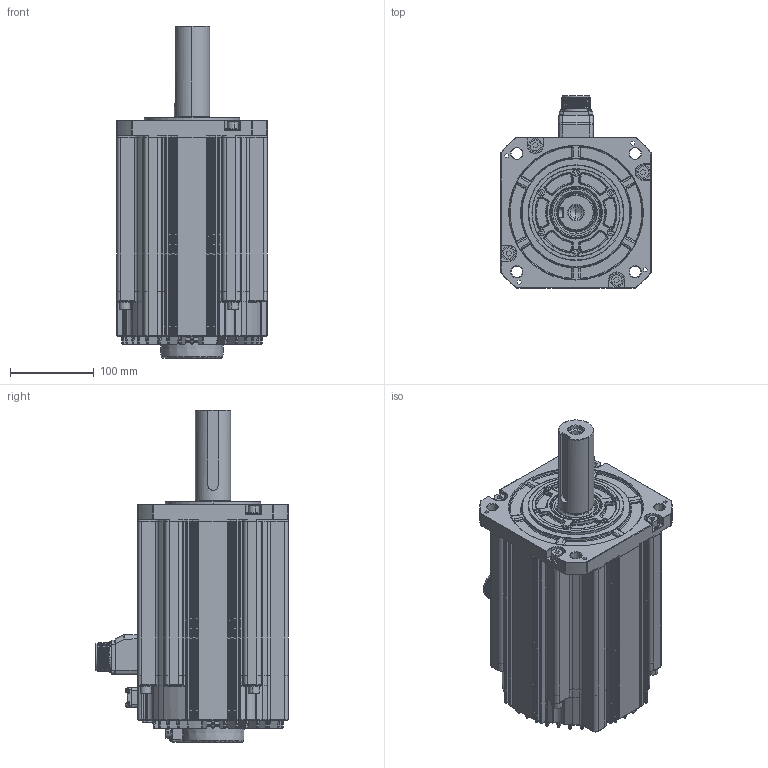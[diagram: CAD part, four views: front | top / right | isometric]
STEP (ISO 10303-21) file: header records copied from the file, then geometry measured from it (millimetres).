
FILE_DESCRIPTION( ('This file contains a STEP AP42 implementation' ,'as created by ZW3D STEP Interface translator.') ,'2;1' );
FILE_NAME( '7.5KW湍价陬棠晤.stp' ,'241120.11 156', (''), ('ZWCAD Software Co.'), 'Version 1.0', 'ZW3D to STEP translator', '' );
FILE_SCHEMA(('AUTOMOTIVE_DESIGN { 1 0 10303 214 1 1 1 1 }'));
Length unit declared in the file: millimetre
Products named in the file (2): 0; 7.5KW湍价陬棠晤
Bounding box: 180 x 230.2 x 396.8 mm (x, y, z)
Volume: 7528332.2 mm3; surface area: 350359.9 mm2
Topology: 1 solids, 1 shells, 4195 faces, 10521 edges, 6416 vertices
Faces by surface type: bspline 1474, plane 1366, cylinder 805, cone 330, torus 163, sphere 57
Full cylindrical faces by diameter (mm): 2.5 x33, 3 x32, 3.1 x4, 3.2 x8, 5.5 x4, 5.8 x4, 6 x10, 10 x3, 12 x3, 12.5 x3, 16 x8
Entity records: 198745 total; most frequent: CARTESIAN_POINT 106529, ORIENTED_EDGE 20796, DIRECTION 14837, EDGE_CURVE 10398, VERTEX_POINT 6416, AXIS2_PLACEMENT_3D 5245, EDGE_LOOP 4431, VECTOR 4347
